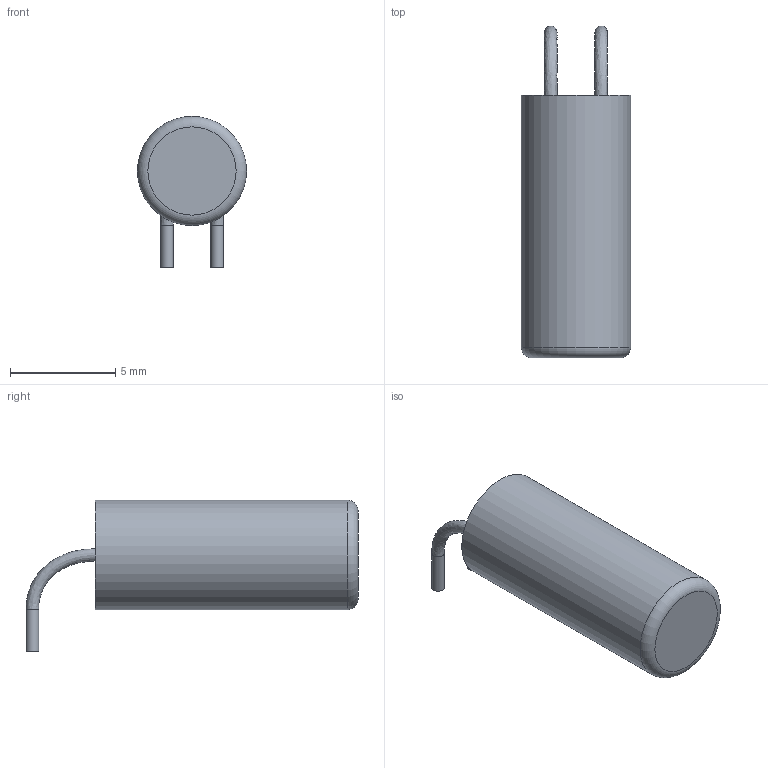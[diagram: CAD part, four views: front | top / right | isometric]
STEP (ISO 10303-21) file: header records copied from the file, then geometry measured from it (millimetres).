
FILE_DESCRIPTION(/* description */ (''),/* implementation_level */ '2;1');
FILE_NAME(/* name */ 'tilt switch.step',/* time_stamp */ '2022-09-14T19:12:58-04:00',/* author */ (''),/* organization */ (''),/* preprocessor_version */ 'ST-DEVELOPER v19',/* originating_system */ 'Autodesk Translation Framework v11.7.0.108',/* authorisation */ '');
FILE_SCHEMA (('AUTOMOTIVE_DESIGN { 1 0 10303 214 3 1 1 }'));
Length unit declared in the file: millimetre
Products named in the file (1): tilt switch
Bounding box: 5.2 x 15.8 x 7.2 mm (x, y, z)
Volume: 268.3 mm3; surface area: 267.4 mm2
Topology: 1 solids, 1 shells, 10 faces, 16 edges, 10 vertices
Faces by surface type: plane 4, cylinder 3, bspline 2, torus 1
Full cylindrical faces by diameter (mm): 0.6 x2, 5.2 x1
Entity records: 449 total; most frequent: CARTESIAN_POINT 221, DIRECTION 39, ORIENTED_EDGE 32, AXIS2_PLACEMENT_3D 18, EDGE_CURVE 16, EDGE_LOOP 12, FACE_OUTER_BOUND 10, VERTEX_POINT 10
